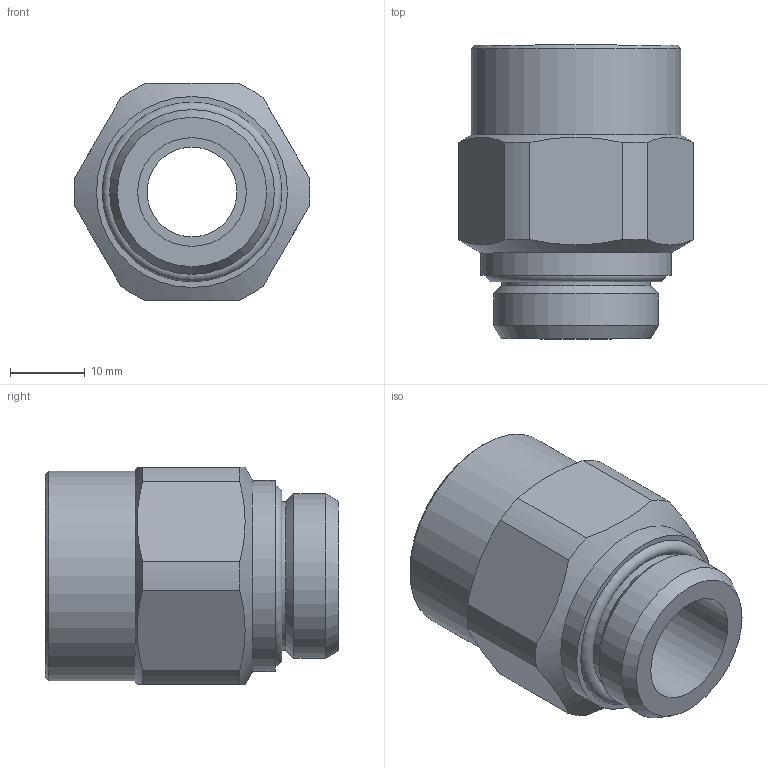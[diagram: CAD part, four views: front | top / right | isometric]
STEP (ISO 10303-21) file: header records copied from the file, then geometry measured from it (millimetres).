
FILE_DESCRIPTION(( 'MAF.12.18.M22X1.5.stp' ), '1');
FILE_NAME( 'MAF.12.18.M22X1.5.stp', '2021-02-19T15:27:38',( 'Sopra'),('sopra-pneumatic.com'), 'SwSTEP 2.0','SolidWorks 2009','' );
FILE_SCHEMA( ( 'AUTOMOTIVE_DESIGN { 1 0 10303 214 1 1 1 1 }' ) );
Length unit declared in the file: millimetre
Products named in the file (1): Rivoluzione1
Bounding box: 31.47 x 39.2 x 29 mm (x, y, z)
Volume: 15104.1 mm3; surface area: 8355.8 mm2
Topology: 1 solids, 1 shells, 181 faces, 473 edges, 315 vertices
Faces by surface type: plane 82, bspline 74, cylinder 16, cone 7, torus 2
Full cylindrical faces by diameter (mm): 12 x1, 13.8 x1, 14.5 x1, 18.18 x2, 19.8 x1, 22 x1, 25 x1, 25.5 x1, 28 x1
Entity records: 10671 total; most frequent: CARTESIAN_POINT 5371, ORIENTED_EDGE 894, DIRECTION 537, EDGE_CURVE 447, VERTEX_POINT 308, LINE 245, VECTOR 245, EDGE_LOOP 223
